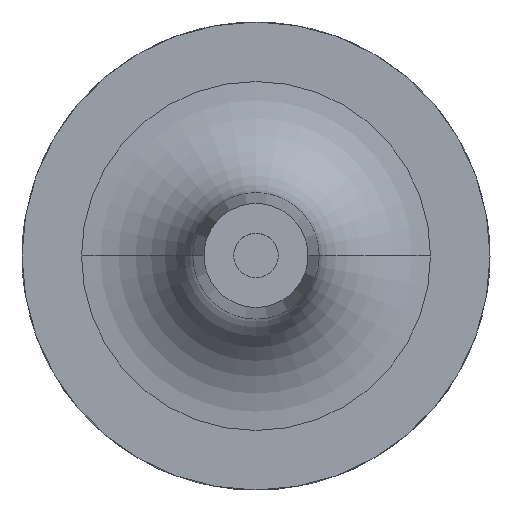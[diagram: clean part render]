
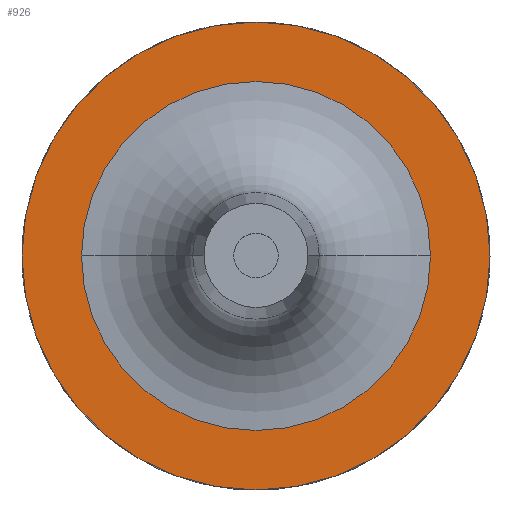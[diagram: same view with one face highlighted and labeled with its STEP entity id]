
A CAD part, top view. The second image highlights one B-rep face of the part: STEP entity #926.
In plain terms, the highlighted planar face has unit normal (0, 0, 1).
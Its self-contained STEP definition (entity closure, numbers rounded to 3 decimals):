
#205 = AXIS2_PLACEMENT_3D ( 'NONE', #1038, #386, #277 ) ;
#247 = DIRECTION ( 'NONE',  ( 0., 0., -1. ) ) ;
#255 = EDGE_CURVE ( 'NONE', #1535, #457, #1225, .T. ) ;
#270 = EDGE_LOOP ( 'NONE', ( #935, #1228 ) ) ;
#277 = DIRECTION ( 'NONE',  ( -1., 0., 0. ) ) ;
#309 = AXIS2_PLACEMENT_3D ( 'NONE', #567, #815, #809 ) ;
#331 = ORIENTED_EDGE ( 'NONE', *, *, #255, .T. ) ;
#341 = EDGE_CURVE ( 'NONE', #457, #1535, #769, .T. ) ;
#343 = CIRCLE ( 'NONE', #1002, 31.5 ) ;
#386 = DIRECTION ( 'NONE',  ( 0., 0., -1. ) ) ;
#457 = VERTEX_POINT ( 'NONE', #1280 ) ;
#473 = DIRECTION ( 'NONE',  ( -1., 0., 0. ) ) ;
#480 = DIRECTION ( 'NONE',  ( 0., 0., -1. ) ) ;
#488 = DIRECTION ( 'NONE',  ( -1., 0., 0. ) ) ;
#567 = CARTESIAN_POINT ( 'NONE',  ( 0., 0., 27. ) ) ;
#588 = EDGE_CURVE ( 'NONE', #1106, #1092, #1254, .T. ) ;
#622 = FACE_BOUND ( 'NONE', #1108, .T. ) ;
#721 = CARTESIAN_POINT ( 'NONE',  ( 0., 0., 27. ) ) ;
#769 = CIRCLE ( 'NONE', #1113, 23.488 ) ;
#809 = DIRECTION ( 'NONE',  ( -1., 0., 0. ) ) ;
#815 = DIRECTION ( 'NONE',  ( 0., 0., -1. ) ) ;
#833 = CARTESIAN_POINT ( 'NONE',  ( 23.488, 0., 27. ) ) ;
#892 = CARTESIAN_POINT ( 'NONE',  ( 0., 0., 27. ) ) ;
#915 = PLANE ( 'NONE',  #205 ) ;
#926 = ADVANCED_FACE ( 'NONE', ( #622, #1463 ), #915, .F. ) ;
#935 = ORIENTED_EDGE ( 'NONE', *, *, #588, .F. ) ;
#960 = AXIS2_PLACEMENT_3D ( 'NONE', #721, #1344, #1099 ) ;
#1002 = AXIS2_PLACEMENT_3D ( 'NONE', #1330, #480, #473 ) ;
#1038 = CARTESIAN_POINT ( 'NONE',  ( 0., 0., 27. ) ) ;
#1092 = VERTEX_POINT ( 'NONE', #1179 ) ;
#1099 = DIRECTION ( 'NONE',  ( -1., 0., 0. ) ) ;
#1106 = VERTEX_POINT ( 'NONE', #1443 ) ;
#1108 = EDGE_LOOP ( 'NONE', ( #1428, #331 ) ) ;
#1113 = AXIS2_PLACEMENT_3D ( 'NONE', #892, #247, #488 ) ;
#1179 = CARTESIAN_POINT ( 'NONE',  ( 31.5, 0., 27. ) ) ;
#1225 = CIRCLE ( 'NONE', #960, 23.488 ) ;
#1228 = ORIENTED_EDGE ( 'NONE', *, *, #1523, .F. ) ;
#1254 = CIRCLE ( 'NONE', #309, 31.5 ) ;
#1280 = CARTESIAN_POINT ( 'NONE',  ( -23.488, 0., 27. ) ) ;
#1330 = CARTESIAN_POINT ( 'NONE',  ( 0., 0., 27. ) ) ;
#1344 = DIRECTION ( 'NONE',  ( 0., 0., -1. ) ) ;
#1428 = ORIENTED_EDGE ( 'NONE', *, *, #341, .T. ) ;
#1443 = CARTESIAN_POINT ( 'NONE',  ( -31.5, 0., 27. ) ) ;
#1463 = FACE_OUTER_BOUND ( 'NONE', #270, .T. ) ;
#1523 = EDGE_CURVE ( 'NONE', #1092, #1106, #343, .T. ) ;
#1535 = VERTEX_POINT ( 'NONE', #833 ) ;
